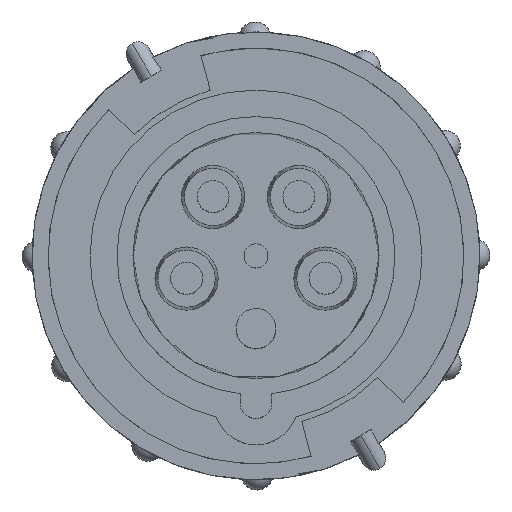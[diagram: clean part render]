
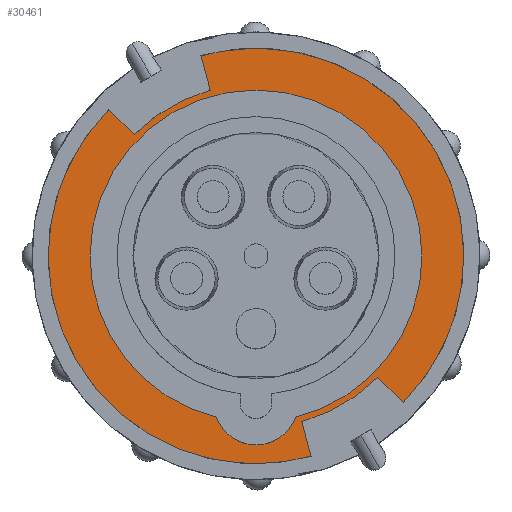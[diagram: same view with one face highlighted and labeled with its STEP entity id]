
A CAD part, top view. The second image highlights one B-rep face of the part: STEP entity #30461.
In plain terms, the highlighted planar face has unit normal (0, 0, 1).
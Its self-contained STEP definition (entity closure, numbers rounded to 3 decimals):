
#241 = FACE_OUTER_BOUND ( 'NONE', #9043, .T. ) ;
#428 = CIRCLE ( 'NONE', #20082, 41.5 ) ;
#681 = ORIENTED_EDGE ( 'NONE', *, *, #8962, .F. ) ;
#1490 = AXIS2_PLACEMENT_3D ( 'NONE', #34479, #29370, #23912 ) ;
#2477 = CARTESIAN_POINT ( 'NONE',  ( 0., -36.75, -67. ) ) ;
#2680 = ORIENTED_EDGE ( 'NONE', *, *, #25243, .F. ) ;
#3223 = DIRECTION ( 'NONE',  ( 0., 0., -1. ) ) ;
#3415 = ORIENTED_EDGE ( 'NONE', *, *, #30351, .T. ) ;
#4160 = VERTEX_POINT ( 'NONE', #34027 ) ;
#4314 = CARTESIAN_POINT ( 'NONE',  ( 0., 0., -67. ) ) ;
#4468 = EDGE_CURVE ( 'NONE', #24701, #7058, #23404, .T. ) ;
#5765 = CIRCLE ( 'NONE', #11420, 52. ) ;
#6379 = AXIS2_PLACEMENT_3D ( 'NONE', #8679, #3223, #8498 ) ;
#6938 = DIRECTION ( 'NONE',  ( 0., 0., 1. ) ) ;
#7058 = VERTEX_POINT ( 'NONE', #20589 ) ;
#7224 = DIRECTION ( 'NONE',  ( 1., 0., 0. ) ) ;
#7573 = DIRECTION ( 'NONE',  ( 0., 0., 1. ) ) ;
#8498 = DIRECTION ( 'NONE',  ( -1., 0., 0. ) ) ;
#8679 = CARTESIAN_POINT ( 'NONE',  ( 0., 37.5, -67. ) ) ;
#8931 = AXIS2_PLACEMENT_3D ( 'NONE', #2477, #16717, #24109 ) ;
#8962 = EDGE_CURVE ( 'NONE', #4160, #24701, #428, .T. ) ;
#9043 = EDGE_LOOP ( 'NONE', ( #20939, #3415 ) ) ;
#11420 = AXIS2_PLACEMENT_3D ( 'NONE', #4314, #12421, #31741 ) ;
#11509 = PLANE ( 'NONE',  #6379 ) ;
#12421 = DIRECTION ( 'NONE',  ( 0., 0., 1. ) ) ;
#13460 = ORIENTED_EDGE ( 'NONE', *, *, #4468, .F. ) ;
#14605 = AXIS2_PLACEMENT_3D ( 'NONE', #20479, #31199, #20648 ) ;
#16717 = DIRECTION ( 'NONE',  ( 0., 0., 1. ) ) ;
#19939 = EDGE_LOOP ( 'NONE', ( #26990, #2680, #13460, #681 ) ) ;
#20082 = AXIS2_PLACEMENT_3D ( 'NONE', #20752, #7573, #7224 ) ;
#20146 = CIRCLE ( 'NONE', #14605, 41.5 ) ;
#20479 = CARTESIAN_POINT ( 'NONE',  ( 0., 0., -67. ) ) ;
#20589 = CARTESIAN_POINT ( 'NONE',  ( -41.5, 0., -67. ) ) ;
#20648 = DIRECTION ( 'NONE',  ( 1., 0., 0. ) ) ;
#20752 = CARTESIAN_POINT ( 'NONE',  ( 0., 0., -67. ) ) ;
#20830 = CARTESIAN_POINT ( 'NONE',  ( 52., 0., -67. ) ) ;
#20939 = ORIENTED_EDGE ( 'NONE', *, *, #31382, .T. ) ;
#21681 = FACE_BOUND ( 'NONE', #19939, .T. ) ;
#22876 = VERTEX_POINT ( 'NONE', #25023 ) ;
#23016 = CARTESIAN_POINT ( 'NONE',  ( -9.879, -40.307, -67. ) ) ;
#23404 = CIRCLE ( 'NONE', #1490, 41.5 ) ;
#23912 = DIRECTION ( 'NONE',  ( 1., 0., 0. ) ) ;
#24082 = CIRCLE ( 'NONE', #8931, 10.5 ) ;
#24109 = DIRECTION ( 'NONE',  ( 1., 0., 0. ) ) ;
#24512 = EDGE_CURVE ( 'NONE', #33245, #4160, #24082, .T. ) ;
#24701 = VERTEX_POINT ( 'NONE', #27447 ) ;
#24883 = CIRCLE ( 'NONE', #33876, 52. ) ;
#25023 = CARTESIAN_POINT ( 'NONE',  ( -52., 0., -67. ) ) ;
#25243 = EDGE_CURVE ( 'NONE', #7058, #33245, #20146, .T. ) ;
#26290 = VERTEX_POINT ( 'NONE', #20830 ) ;
#26990 = ORIENTED_EDGE ( 'NONE', *, *, #24512, .F. ) ;
#27447 = CARTESIAN_POINT ( 'NONE',  ( 41.5, 0., -67. ) ) ;
#29370 = DIRECTION ( 'NONE',  ( 0., 0., 1. ) ) ;
#30351 = EDGE_CURVE ( 'NONE', #22876, #26290, #24883, .T. ) ;
#30461 = ADVANCED_FACE ( 'NONE', ( #241, #21681 ), #11509, .F. ) ;
#31199 = DIRECTION ( 'NONE',  ( 0., 0., 1. ) ) ;
#31382 = EDGE_CURVE ( 'NONE', #26290, #22876, #5765, .T. ) ;
#31562 = DIRECTION ( 'NONE',  ( -1., 0., 0. ) ) ;
#31741 = DIRECTION ( 'NONE',  ( -1., 0., 0. ) ) ;
#33245 = VERTEX_POINT ( 'NONE', #23016 ) ;
#33876 = AXIS2_PLACEMENT_3D ( 'NONE', #34216, #6938, #31562 ) ;
#34027 = CARTESIAN_POINT ( 'NONE',  ( 9.879, -40.307, -67. ) ) ;
#34216 = CARTESIAN_POINT ( 'NONE',  ( 0., 0., -67. ) ) ;
#34479 = CARTESIAN_POINT ( 'NONE',  ( 0., 0., -67. ) ) ;
